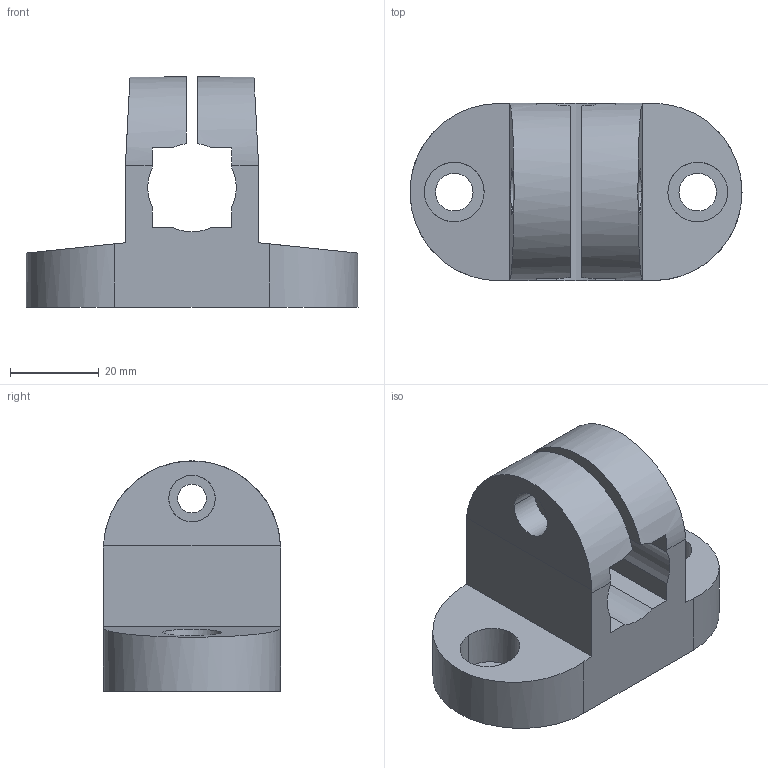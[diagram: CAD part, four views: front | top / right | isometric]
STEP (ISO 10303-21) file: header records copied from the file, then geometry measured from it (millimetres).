
FILE_DESCRIPTION (( 'STEP AP214' ), '1' );
FILE_NAME ('Rexnord-S0595-S0595-610452.STEP', '2021-06-24T15:13:57', ( '' ), ( '' ), 'SwSTEP 2.0', 'SolidWorks 2021', '' );
FILE_SCHEMA (( 'AUTOMOTIVE_DESIGN' ));
Length unit declared in the file: millimetre
Products named in the file (2): Rexnord-S0595-S0595-610452_CLAMP; Rexnord-S0595-S0595-610452
Assembly tree (1 placements, depth 2):
  Rexnord-S0595-S0595-610452
    Rexnord-S0595-S0595-610452_CLAMP
Bounding box: 75 x 40 x 52 mm (x, y, z)
Volume: 56936.6 mm3; surface area: 16444.9 mm2
Topology: 1 solids, 1 shells, 49 faces, 129 edges, 86 vertices
Faces by surface type: cylinder 26, plane 23
Entity records: 1613 total; most frequent: CARTESIAN_POINT 316, DIRECTION 263, ORIENTED_EDGE 258, EDGE_CURVE 129, AXIS2_PLACEMENT_3D 97, VERTEX_POINT 86, VECTOR 69, LINE 69
